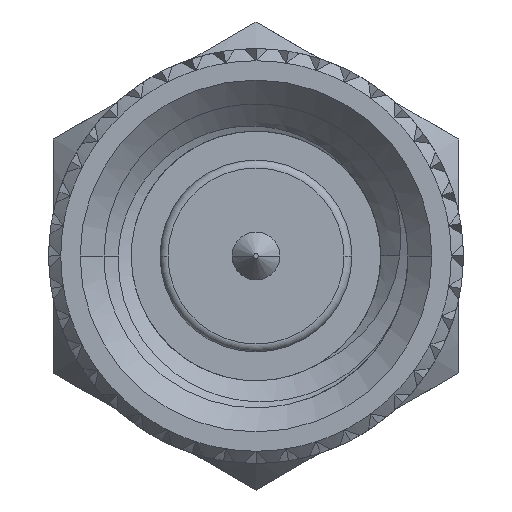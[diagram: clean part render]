
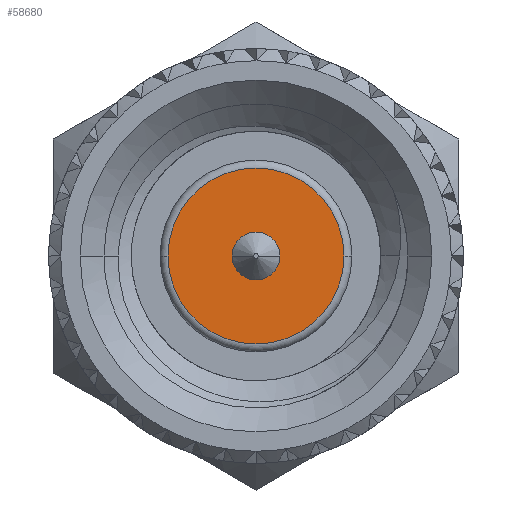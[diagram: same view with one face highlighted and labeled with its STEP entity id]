
A CAD part, left-side view. The second image highlights one B-rep face of the part: STEP entity #58680.
In plain terms, the highlighted planar face has unit normal (-1, 0, 0).
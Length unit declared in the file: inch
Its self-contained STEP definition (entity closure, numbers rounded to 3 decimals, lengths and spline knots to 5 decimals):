
#224 = VERTEX_POINT ( 'NONE', #56678 ) ;
#433 = FACE_BOUND ( 'NONE', #20176, .T. ) ;
#2106 = FACE_OUTER_BOUND ( 'NONE', #12753, .T. ) ;
#3937 = VERTEX_POINT ( 'NONE', #16983 ) ;
#6815 = CARTESIAN_POINT ( 'NONE',  ( 0.86298, 0., 0. ) ) ;
#9636 = CARTESIAN_POINT ( 'NONE',  ( 0.86298, 0.01498, 0. ) ) ;
#9863 = DIRECTION ( 'NONE',  ( -1., 0., 0. ) ) ;
#12753 = EDGE_LOOP ( 'NONE', ( #59551, #57678 ) ) ;
#12764 = DIRECTION ( 'NONE',  ( -1., 0., 0. ) ) ;
#15354 = ORIENTED_EDGE ( 'NONE', *, *, #60056, .F. ) ;
#16461 = CIRCLE ( 'NONE', #37647, 0.055 ) ;
#16983 = CARTESIAN_POINT ( 'NONE',  ( 0.86298, -0.055, 0. ) ) ;
#18645 = CARTESIAN_POINT ( 'NONE',  ( 0.86298, 0., 0. ) ) ;
#20176 = EDGE_LOOP ( 'NONE', ( #15354, #42420 ) ) ;
#20935 = CARTESIAN_POINT ( 'NONE',  ( 0.86298, 0., 0. ) ) ;
#24053 = CIRCLE ( 'NONE', #37936, 0.01498 ) ;
#24631 = VERTEX_POINT ( 'NONE', #9636 ) ;
#27585 = AXIS2_PLACEMENT_3D ( 'NONE', #18645, #12764, #50005 ) ;
#28177 = DIRECTION ( 'NONE',  ( -1., 0., 0. ) ) ;
#28894 = CIRCLE ( 'NONE', #40646, 0.055 ) ;
#30044 = CARTESIAN_POINT ( 'NONE',  ( 0.86298, 0., 0. ) ) ;
#30226 = EDGE_CURVE ( 'NONE', #3937, #224, #16461, .T. ) ;
#30233 = CIRCLE ( 'NONE', #50739, 0.01498 ) ;
#37207 = EDGE_CURVE ( 'NONE', #224, #3937, #28894, .T. ) ;
#37647 = AXIS2_PLACEMENT_3D ( 'NONE', #6815, #28177, #43634 ) ;
#37936 = AXIS2_PLACEMENT_3D ( 'NONE', #30044, #68465, #41280 ) ;
#40646 = AXIS2_PLACEMENT_3D ( 'NONE', #41945, #9863, #52964 ) ;
#41280 = DIRECTION ( 'NONE',  ( 0., -1., 0. ) ) ;
#41945 = CARTESIAN_POINT ( 'NONE',  ( 0.86298, 0., 0. ) ) ;
#42420 = ORIENTED_EDGE ( 'NONE', *, *, #43960, .F. ) ;
#42647 = DIRECTION ( 'NONE',  ( 0., -1., 0. ) ) ;
#43634 = DIRECTION ( 'NONE',  ( 0., -1., 0. ) ) ;
#43960 = EDGE_CURVE ( 'NONE', #24631, #49262, #30233, .T. ) ;
#45283 = PLANE ( 'NONE',  #27585 ) ;
#47793 = DIRECTION ( 'NONE',  ( -1., 0., 0. ) ) ;
#49262 = VERTEX_POINT ( 'NONE', #69419 ) ;
#50005 = DIRECTION ( 'NONE',  ( 0., -1., 0. ) ) ;
#50739 = AXIS2_PLACEMENT_3D ( 'NONE', #20935, #47793, #42647 ) ;
#52964 = DIRECTION ( 'NONE',  ( 0., -1., 0. ) ) ;
#56678 = CARTESIAN_POINT ( 'NONE',  ( 0.86298, 0.055, 0. ) ) ;
#57678 = ORIENTED_EDGE ( 'NONE', *, *, #37207, .T. ) ;
#58680 = ADVANCED_FACE ( 'NONE', ( #2106, #433 ), #45283, .T. ) ;
#59551 = ORIENTED_EDGE ( 'NONE', *, *, #30226, .T. ) ;
#60056 = EDGE_CURVE ( 'NONE', #49262, #24631, #24053, .T. ) ;
#68465 = DIRECTION ( 'NONE',  ( -1., 0., 0. ) ) ;
#69419 = CARTESIAN_POINT ( 'NONE',  ( 0.86298, -0.01498, 0. ) ) ;
